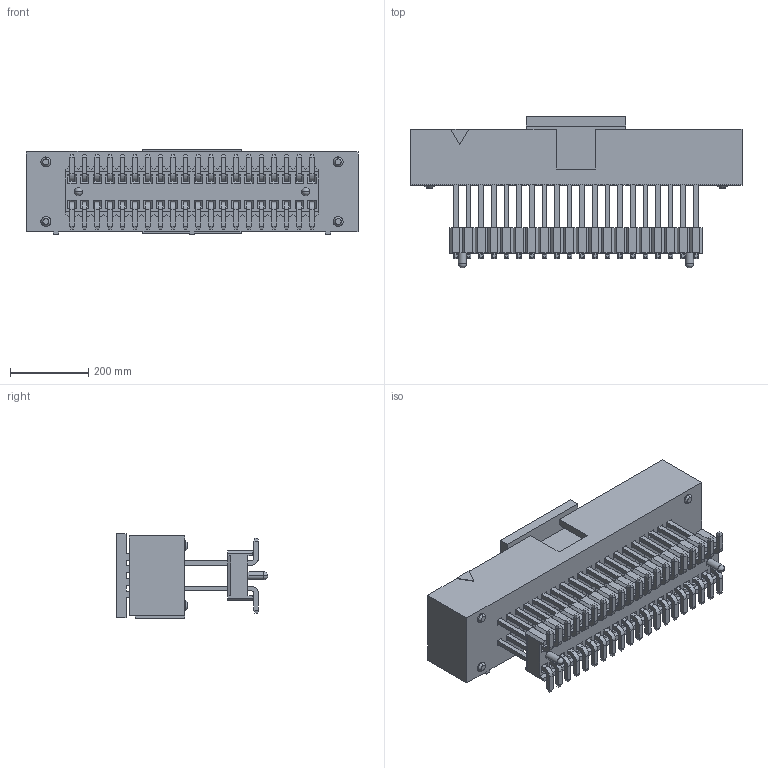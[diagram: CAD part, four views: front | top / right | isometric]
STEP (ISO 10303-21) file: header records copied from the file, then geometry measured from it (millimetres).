
FILE_DESCRIPTION( ('This file contains a STEP AP42 implementation' ,'as created by ZW3D STEP Interface translator.') ,'2;1' );
FILE_NAME( '3140-XXMXXBDXXX2.stp' ,'231122.112734', (''), ('ZWCAD Software Co.'), 'Version 1.0', 'ZW3D to STEP translator', '' );
FILE_SCHEMA(('AUTOMOTIVE_DESIGN { 1 0 10303 214 1 1 1 1 }'));
Length unit declared in the file: millimetre
Products named in the file (3): 0; 3140-40MXXBDXXX2; cap3140-g201_1
Assembly tree (1 placements, depth 2):
  0
  3140-40MXXBDXXX2
    cap3140-g201_1
Bounding box: 848.36 x 387.6 x 217.17 mm (x, y, z)
Volume: 19696280.4 mm3; surface area: 2066584 mm2
Topology: 2 solids, 2 shells, 1744 faces, 4901 edges, 3184 vertices
Faces by surface type: plane 1622, cylinder 84, bspline 22, cone 12, sphere 4
Entity records: 71893 total; most frequent: CARTESIAN_POINT 32740, ORIENTED_EDGE 9794, EDGE_CURVE 4897, DIRECTION 4492, B_SPLINE_CURVE_WITH_KNOTS 3857, VERTEX_POINT 3184, EDGE_LOOP 1929, FACE_OUTER_BOUND 1744
